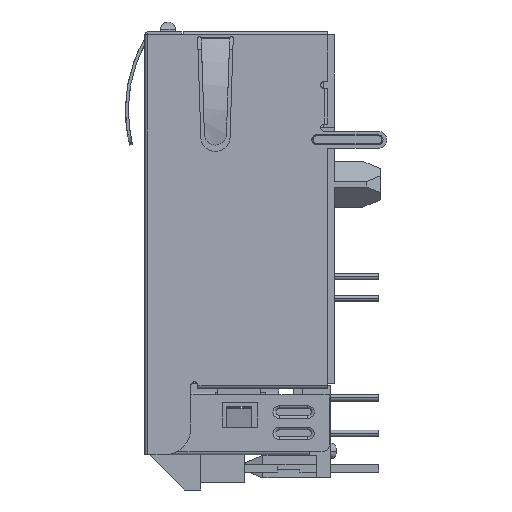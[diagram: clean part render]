
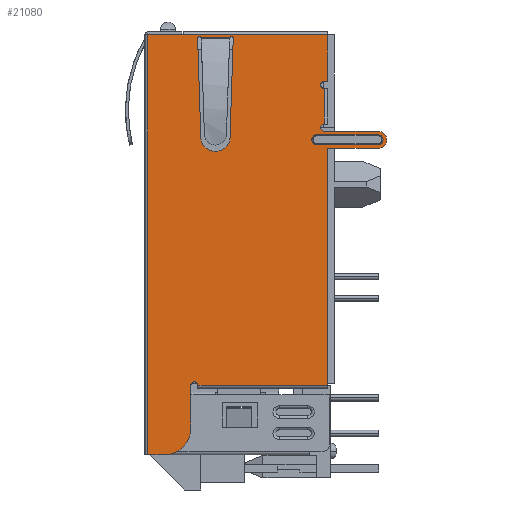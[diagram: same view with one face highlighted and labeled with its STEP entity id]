
A CAD part, left-side view. The second image highlights one B-rep face of the part: STEP entity #21080.
In plain terms, the highlighted planar face has unit normal (-1, 0, 0).
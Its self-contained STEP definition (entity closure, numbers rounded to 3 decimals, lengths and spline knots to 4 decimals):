
#15287=DIRECTION('',(0.,1.,0.));
#15288=VECTOR('',#15287,0.406);
#15289=CARTESIAN_POINT('',(-0.319,-0.021,0.));
#15290=LINE('',#15289,#15288);
#15684=CARTESIAN_POINT('',(-0.319,0.439,-1.105));
#15685=DIRECTION('',(-1.,0.,0.));
#15686=DIRECTION('',(0.,0.,-1.));
#15687=AXIS2_PLACEMENT_3D('',#15684,#15685,#15686);
#15697=DIRECTION('',(0.,-1.,0.));
#15698=VECTOR('',#15697,0.046);
#15699=CARTESIAN_POINT('',(-0.319,0.485,-1.18));
#15700=LINE('',#15699,#15698);
#15714=DIRECTION('',(0.,0.,1.));
#15715=VECTOR('',#15714,1.18);
#15716=CARTESIAN_POINT('',(-0.319,0.485,-1.18));
#15717=LINE('',#15716,#15715);
#15718=DIRECTION('',(0.,1.,0.));
#15719=VECTOR('',#15718,0.1);
#15720=CARTESIAN_POINT('',(-0.319,0.385,0.));
#15721=LINE('',#15720,#15719);
#18014=DIRECTION('',(0.,0.,1.));
#18015=VECTOR('',#18014,0.131);
#18016=CARTESIAN_POINT('',(-0.319,-0.021,-0.131));
#18017=LINE('',#18016,#18015);
#18022=DIRECTION('',(0.,-1.,0.));
#18023=VECTOR('',#18022,0.01);
#18024=CARTESIAN_POINT('',(-0.319,-0.011,-0.131));
#18025=LINE('',#18024,#18023);
#18034=CARTESIAN_POINT('',(-0.319,-0.011,-0.141));
#18035=DIRECTION('',(1.,0.,0.));
#18036=DIRECTION('',(0.,0.,-1.));
#18037=AXIS2_PLACEMENT_3D('',#18034,#18035,#18036);
#18062=DIRECTION('',(0.,0.,1.));
#18063=VECTOR('',#18062,0.1);
#18064=CARTESIAN_POINT('',(-0.319,-0.011,-0.251));
#18065=LINE('',#18064,#18063);
#18142=CARTESIAN_POINT('',(-0.319,-0.011,-0.261));
#18143=DIRECTION('',(1.,0.,0.));
#18144=DIRECTION('',(0.,0.,-1.));
#18145=AXIS2_PLACEMENT_3D('',#18142,#18143,#18144);
#18156=DIRECTION('',(0.,1.,0.));
#18157=VECTOR('',#18156,0.01);
#18158=CARTESIAN_POINT('',(-0.319,-0.021,-0.271));
#18159=LINE('',#18158,#18157);
#18176=DIRECTION('',(0.,1.,0.));
#18177=VECTOR('',#18176,0.141);
#18178=CARTESIAN_POINT('',(-0.319,-0.162,-0.271));
#18179=LINE('',#18178,#18177);
#18180=CARTESIAN_POINT('',(-0.319,-0.162,-0.295));
#18181=DIRECTION('',(-1.,0.,0.));
#18182=DIRECTION('',(0.,0.,-1.));
#18183=AXIS2_PLACEMENT_3D('',#18180,#18181,#18182);
#18194=DIRECTION('',(0.,-1.,0.));
#18195=VECTOR('',#18194,0.141);
#18196=CARTESIAN_POINT('',(-0.319,-0.021,-0.319));
#18197=LINE('',#18196,#18195);
#18210=DIRECTION('',(0.,0.,1.));
#18211=VECTOR('',#18210,0.666);
#18212=CARTESIAN_POINT('',(-0.319,-0.021,-0.985));
#18213=LINE('',#18212,#18211);
#18507=CARTESIAN_POINT('',(-0.319,0.354,-0.985));
#18508=DIRECTION('',(1.,0.,0.));
#18509=DIRECTION('',(0.,1.,0.));
#18510=AXIS2_PLACEMENT_3D('',#18507,#18508,#18509);
#18525=DIRECTION('',(0.,0.,1.));
#18526=VECTOR('',#18525,0.12);
#18527=CARTESIAN_POINT('',(-0.319,0.364,-1.105));
#18528=LINE('',#18527,#18526);
#18542=DIRECTION('',(0.,-1.,0.));
#18543=VECTOR('',#18542,0.365);
#18544=CARTESIAN_POINT('',(-0.319,0.344,-0.985));
#18545=LINE('',#18544,#18543);
#18546=CARTESIAN_POINT('',(-0.319,-0.162,-0.295));
#18547=DIRECTION('',(1.,0.,0.));
#18548=DIRECTION('',(0.,0.,1.));
#18549=AXIS2_PLACEMENT_3D('',#18546,#18547,#18548);
#18602=DIRECTION('',(0.,1.,0.));
#18603=VECTOR('',#18602,0.172);
#18604=CARTESIAN_POINT('',(-0.319,-0.162,-0.309));
#18605=LINE('',#18604,#18603);
#18615=CARTESIAN_POINT('',(-0.319,0.01,-0.295));
#18616=DIRECTION('',(1.,0.,0.));
#18617=DIRECTION('',(0.,0.,-1.));
#18618=AXIS2_PLACEMENT_3D('',#18615,#18616,#18617);
#18628=DIRECTION('',(0.,-1.,0.));
#18629=VECTOR('',#18628,0.172);
#18630=CARTESIAN_POINT('',(-0.319,0.01,-0.281));
#18631=LINE('',#18630,#18629);
#18636=CARTESIAN_POINT('',(-0.319,0.34,-0.01));
#18637=DIRECTION('',(1.,0.,0.));
#18638=DIRECTION('',(0.,1.,0.));
#18639=AXIS2_PLACEMENT_3D('',#18636,#18637,#18638);
#18661=DIRECTION('',(0.,-1.,0.));
#18662=VECTOR('',#18661,0.0807);
#18663=CARTESIAN_POINT('',(-0.319,0.3354,-0.0081));
#18664=LINE('',#18663,#18662);
#18709=CARTESIAN_POINT('',(-0.319,0.25,-0.01));
#18710=DIRECTION('',(1.,0.,0.));
#18711=DIRECTION('',(0.,0.926,0.379));
#18712=AXIS2_PLACEMENT_3D('',#18709,#18710,#18711);
#18727=DIRECTION('',(0.,0.032,-0.999));
#18728=VECTOR('',#18727,0.2783);
#18729=CARTESIAN_POINT('',(-0.319,0.245,-0.01));
#18730=LINE('',#18729,#18728);
#18735=CARTESIAN_POINT('',(-0.319,0.295,-0.2869));
#18736=DIRECTION('',(1.,0.,0.));
#18737=DIRECTION('',(0.,-0.999,-0.032));
#18738=AXIS2_PLACEMENT_3D('',#18735,#18736,#18737);
#18749=DIRECTION('',(0.,0.032,0.999));
#18750=VECTOR('',#18749,0.2783);
#18751=CARTESIAN_POINT('',(-0.319,0.336,-0.2882));
#18752=LINE('',#18751,#18750);
#18907=CARTESIAN_POINT('',(-0.319,0.385,0.));
#18908=CARTESIAN_POINT('',(-0.319,0.485,0.));
#18909=VERTEX_POINT('',#18907);
#18910=VERTEX_POINT('',#18908);
#18929=CARTESIAN_POINT('',(-0.319,0.485,-1.18));
#18930=VERTEX_POINT('',#18929);
#18945=CARTESIAN_POINT('',(-0.319,-0.021,0.));
#18946=VERTEX_POINT('',#18945);
#18997=CARTESIAN_POINT('',(-0.319,-0.162,-0.319));
#18998=CARTESIAN_POINT('',(-0.319,-0.162,-0.271));
#18999=VERTEX_POINT('',#18997);
#19000=VERTEX_POINT('',#18998);
#19001=CARTESIAN_POINT('',(-0.319,-0.021,-0.319));
#19002=VERTEX_POINT('',#19001);
#19065=CARTESIAN_POINT('',(-0.319,0.01,-0.281));
#19066=CARTESIAN_POINT('',(-0.319,-0.162,-0.281));
#19067=VERTEX_POINT('',#19065);
#19068=VERTEX_POINT('',#19066);
#19069=CARTESIAN_POINT('',(-0.319,0.01,-0.309));
#19070=VERTEX_POINT('',#19069);
#19071=CARTESIAN_POINT('',(-0.319,-0.162,-0.309));
#19072=VERTEX_POINT('',#19071);
#19098=CARTESIAN_POINT('',(-0.319,0.336,-0.2882));
#19100=VERTEX_POINT('',#19098);
#19102=CARTESIAN_POINT('',(-0.319,0.345,-0.01));
#19104=VERTEX_POINT('',#19102);
#19105=CARTESIAN_POINT('',(-0.319,0.245,-0.01));
#19107=VERTEX_POINT('',#19105);
#19111=CARTESIAN_POINT('',(-0.319,0.254,-0.2882));
#19112=VERTEX_POINT('',#19111);
#19117=CARTESIAN_POINT('',(-0.319,0.3354,-0.0081));
#19118=VERTEX_POINT('',#19117);
#19119=CARTESIAN_POINT('',(-0.319,0.2546,-0.0081));
#19120=VERTEX_POINT('',#19119);
#19167=CARTESIAN_POINT('',(-0.319,0.364,-0.985));
#19169=VERTEX_POINT('',#19167);
#19170=CARTESIAN_POINT('',(-0.319,-0.021,-0.985));
#19171=VERTEX_POINT('',#19170);
#19182=CARTESIAN_POINT('',(-0.319,0.439,-1.18));
#19183=VERTEX_POINT('',#19182);
#19184=CARTESIAN_POINT('',(-0.319,0.364,-1.105));
#19185=VERTEX_POINT('',#19184);
#19188=CARTESIAN_POINT('',(-0.319,0.344,-0.985));
#19189=VERTEX_POINT('',#19188);
#19644=CARTESIAN_POINT('',(-0.319,-0.021,-0.131));
#19645=VERTEX_POINT('',#19644);
#19646=CARTESIAN_POINT('',(-0.319,-0.021,-0.271));
#19647=VERTEX_POINT('',#19646);
#19648=CARTESIAN_POINT('',(-0.319,-0.011,-0.271));
#19649=VERTEX_POINT('',#19648);
#19650=CARTESIAN_POINT('',(-0.319,-0.011,-0.131));
#19651=VERTEX_POINT('',#19650);
#19652=CARTESIAN_POINT('',(-0.319,-0.011,-0.151));
#19653=VERTEX_POINT('',#19652);
#19654=CARTESIAN_POINT('',(-0.319,-0.011,-0.251));
#19655=VERTEX_POINT('',#19654);
#21017=CARTESIAN_POINT('',(-0.319,0.1495,-0.59));
#21018=DIRECTION('',(1.,0.,0.));
#21019=DIRECTION('',(0.,1.,0.));
#21020=AXIS2_PLACEMENT_3D('',#21017,#21018,#21019);
#21021=PLANE('',#21020);
#21022=ORIENTED_EDGE('',*,*,#20967,.F.);
#21023=ORIENTED_EDGE('',*,*,#20984,.F.);
#21024=ORIENTED_EDGE('',*,*,#21007,.T.);
#21026=ORIENTED_EDGE('',*,*,#21025,.F.);
#21027=ORIENTED_EDGE('',*,*,#20284,.F.);
#21029=ORIENTED_EDGE('',*,*,#21028,.F.);
#21031=ORIENTED_EDGE('',*,*,#21030,.F.);
#21033=ORIENTED_EDGE('',*,*,#21032,.F.);
#21035=ORIENTED_EDGE('',*,*,#21034,.F.);
#21037=ORIENTED_EDGE('',*,*,#21036,.F.);
#21039=ORIENTED_EDGE('',*,*,#21038,.F.);
#21041=ORIENTED_EDGE('',*,*,#21040,.F.);
#21043=ORIENTED_EDGE('',*,*,#21042,.F.);
#21045=ORIENTED_EDGE('',*,*,#21044,.F.);
#21047=ORIENTED_EDGE('',*,*,#21046,.F.);
#21049=ORIENTED_EDGE('',*,*,#21048,.F.);
#21051=ORIENTED_EDGE('',*,*,#21050,.F.);
#21053=ORIENTED_EDGE('',*,*,#21052,.F.);
#21054=EDGE_LOOP('',(#21022,#21023,#21024,#21026,#21027,#21029,#21031,#21033,
#21035,#21037,#21039,#21041,#21043,#21045,#21047,#21049,#21051,#21053));
#21055=FACE_OUTER_BOUND('',#21054,.F.);
#21057=ORIENTED_EDGE('',*,*,#21056,.F.);
#21059=ORIENTED_EDGE('',*,*,#21058,.F.);
#21061=ORIENTED_EDGE('',*,*,#21060,.F.);
#21063=ORIENTED_EDGE('',*,*,#21062,.F.);
#21064=EDGE_LOOP('',(#21057,#21059,#21061,#21063));
#21065=FACE_BOUND('',#21064,.F.);
#21067=ORIENTED_EDGE('',*,*,#21066,.F.);
#21069=ORIENTED_EDGE('',*,*,#21068,.F.);
#21071=ORIENTED_EDGE('',*,*,#21070,.F.);
#21073=ORIENTED_EDGE('',*,*,#21072,.F.);
#21075=ORIENTED_EDGE('',*,*,#21074,.F.);
#21077=ORIENTED_EDGE('',*,*,#21076,.F.);
#21078=EDGE_LOOP('',(#21067,#21069,#21071,#21073,#21075,#21077));
#21079=FACE_BOUND('',#21078,.F.);
#21080=ADVANCED_FACE('',(#21055,#21065,#21079),#21021,.F.);
#15688=CIRCLE('',#15687,0.075);
#18038=CIRCLE('',#18037,0.01);
#18146=CIRCLE('',#18145,0.01);
#18184=CIRCLE('',#18183,0.024);
#18511=CIRCLE('',#18510,0.01);
#18550=CIRCLE('',#18549,0.014);
#18619=CIRCLE('',#18618,0.014);
#18640=CIRCLE('',#18639,0.005);
#18713=CIRCLE('',#18712,0.005);
#18739=CIRCLE('',#18738,0.041);
#20284=EDGE_CURVE('',#18946,#18909,#15290,.T.);
#20967=EDGE_CURVE('',#19183,#19185,#15688,.T.);
#20984=EDGE_CURVE('',#18930,#19183,#15700,.T.);
#21007=EDGE_CURVE('',#18930,#18910,#15717,.T.);
#21025=EDGE_CURVE('',#18909,#18910,#15721,.T.);
#21028=EDGE_CURVE('',#19645,#18946,#18017,.T.);
#21030=EDGE_CURVE('',#19651,#19645,#18025,.T.);
#21032=EDGE_CURVE('',#19653,#19651,#18038,.T.);
#21034=EDGE_CURVE('',#19655,#19653,#18065,.T.);
#21036=EDGE_CURVE('',#19649,#19655,#18146,.T.);
#21038=EDGE_CURVE('',#19647,#19649,#18159,.T.);
#21040=EDGE_CURVE('',#19000,#19647,#18179,.T.);
#21042=EDGE_CURVE('',#18999,#19000,#18184,.T.);
#21044=EDGE_CURVE('',#19002,#18999,#18197,.T.);
#21046=EDGE_CURVE('',#19171,#19002,#18213,.T.);
#21048=EDGE_CURVE('',#19189,#19171,#18545,.T.);
#21050=EDGE_CURVE('',#19169,#19189,#18511,.T.);
#21052=EDGE_CURVE('',#19185,#19169,#18528,.T.);
#21056=EDGE_CURVE('',#19068,#19072,#18550,.T.);
#21058=EDGE_CURVE('',#19067,#19068,#18631,.T.);
#21060=EDGE_CURVE('',#19070,#19067,#18619,.T.);
#21062=EDGE_CURVE('',#19072,#19070,#18605,.T.);
#21066=EDGE_CURVE('',#19104,#19118,#18640,.T.);
#21068=EDGE_CURVE('',#19100,#19104,#18752,.T.);
#21070=EDGE_CURVE('',#19112,#19100,#18739,.T.);
#21072=EDGE_CURVE('',#19107,#19112,#18730,.T.);
#21074=EDGE_CURVE('',#19120,#19107,#18713,.T.);
#21076=EDGE_CURVE('',#19118,#19120,#18664,.T.);
